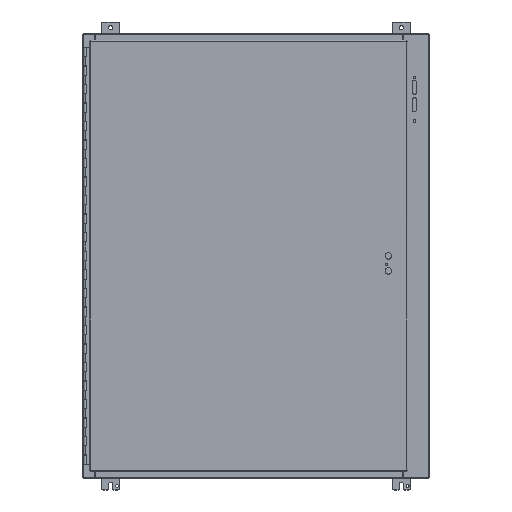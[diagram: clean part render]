
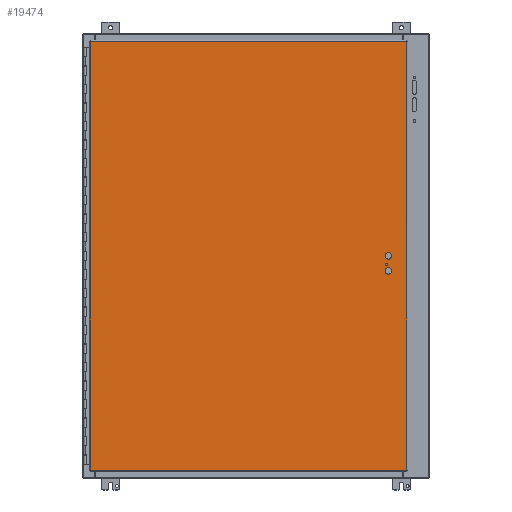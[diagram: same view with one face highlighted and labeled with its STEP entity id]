
A CAD part, top view. The second image highlights one B-rep face of the part: STEP entity #19474.
In plain terms, the highlighted planar face has unit normal (0, 0, 1).
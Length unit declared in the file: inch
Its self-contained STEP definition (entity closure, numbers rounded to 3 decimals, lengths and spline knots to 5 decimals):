
#18170=CARTESIAN_POINT('',(32.62125,21.625,0.074));
#18171=VERTEX_POINT('',#18170);
#18172=CARTESIAN_POINT('',(32.26975,21.625,0.074));
#18173=DIRECTION('',(0.0,0.0,-1.0));
#18174=DIRECTION('',(-1.0,0.0,0.0));
#18175=AXIS2_PLACEMENT_3D('',#18172,#18173,#18174);
#18176=CIRCLE('',#18175,0.3515);
#18177=EDGE_CURVE('',#18171,#18171,#18176,.T.);
#18198=CARTESIAN_POINT('',(32.62125,23.25,0.074));
#18199=VERTEX_POINT('',#18198);
#18200=CARTESIAN_POINT('',(32.26975,23.25,0.074));
#18201=DIRECTION('',(0.0,0.0,-1.0));
#18202=DIRECTION('',(-1.0,0.0,0.0));
#18203=AXIS2_PLACEMENT_3D('',#18200,#18201,#18202);
#18204=CIRCLE('',#18203,0.3515);
#18205=EDGE_CURVE('',#18199,#18199,#18204,.T.);
#18226=CARTESIAN_POINT('',(32.14475,22.313,0.074));
#18227=VERTEX_POINT('',#18226);
#18228=CARTESIAN_POINT('',(32.01975,22.313,0.074));
#18229=DIRECTION('',(0.0,0.0,-1.0));
#18230=DIRECTION('',(-1.0,0.0,0.0));
#18231=AXIS2_PLACEMENT_3D('',#18228,#18229,#18230);
#18232=CIRCLE('',#18231,0.125);
#18233=EDGE_CURVE('',#18227,#18227,#18232,.T.);
#18452=CARTESIAN_POINT('',(34.2385,46.39475,0.074));
#18453=VERTEX_POINT('',#18452);
#18464=CARTESIAN_POINT('',(34.2385,0.10525,0.074));
#18465=VERTEX_POINT('',#18464);
#18466=CARTESIAN_POINT('',(34.2385,0.10525,0.074));
#18467=DIRECTION('',(0.0,1.0,0.0));
#18468=VECTOR('',#18467,46.2895);
#18469=LINE('',#18466,#18468);
#18470=EDGE_CURVE('',#18465,#18453,#18469,.T.);
#18732=CARTESIAN_POINT('',(0.10525,46.39475,0.074));
#18733=VERTEX_POINT('',#18732);
#18744=CARTESIAN_POINT('',(34.2385,46.39475,0.074));
#18745=DIRECTION('',(-1.0,0.0,0.0));
#18746=VECTOR('',#18745,34.13325);
#18747=LINE('',#18744,#18746);
#18748=EDGE_CURVE('',#18453,#18733,#18747,.T.);
#19003=CARTESIAN_POINT('',(0.10525,0.10525,0.074));
#19004=VERTEX_POINT('',#19003);
#19015=CARTESIAN_POINT('',(0.10525,46.39475,0.074));
#19016=DIRECTION('',(0.0,-1.0,0.0));
#19017=VECTOR('',#19016,46.2895);
#19018=LINE('',#19015,#19017);
#19019=EDGE_CURVE('',#18733,#19004,#19018,.T.);
#19217=CARTESIAN_POINT('',(0.10525,0.10525,0.074));
#19218=DIRECTION('',(1.0,0.0,0.0));
#19219=VECTOR('',#19218,34.13325);
#19220=LINE('',#19217,#19219);
#19221=EDGE_CURVE('',#19004,#18465,#19220,.T.);
#19454=CARTESIAN_POINT('',(17.17187,23.25,0.074));
#19455=DIRECTION('',(0.0,0.0,1.0));
#19456=DIRECTION('',(1.0,0.0,0.0));
#19457=AXIS2_PLACEMENT_3D('',#19454,#19455,#19456);
#19458=PLANE('',#19457);
#19459=ORIENTED_EDGE('',*,*,#18470,.T.);
#19460=ORIENTED_EDGE('',*,*,#18748,.T.);
#19461=ORIENTED_EDGE('',*,*,#19019,.T.);
#19462=ORIENTED_EDGE('',*,*,#19221,.T.);
#19463=EDGE_LOOP('',(#19459,#19460,#19461,#19462));
#19464=FACE_OUTER_BOUND('',#19463,.T.);
#19465=ORIENTED_EDGE('',*,*,#18177,.T.);
#19466=EDGE_LOOP('',(#19465));
#19467=FACE_BOUND('',#19466,.T.);
#19468=ORIENTED_EDGE('',*,*,#18205,.T.);
#19469=EDGE_LOOP('',(#19468));
#19470=FACE_BOUND('',#19469,.T.);
#19471=ORIENTED_EDGE('',*,*,#18233,.T.);
#19472=EDGE_LOOP('',(#19471));
#19473=FACE_BOUND('',#19472,.T.);
#19474=ADVANCED_FACE('',(#19464,#19467,#19470,#19473),#19458,.T.);
